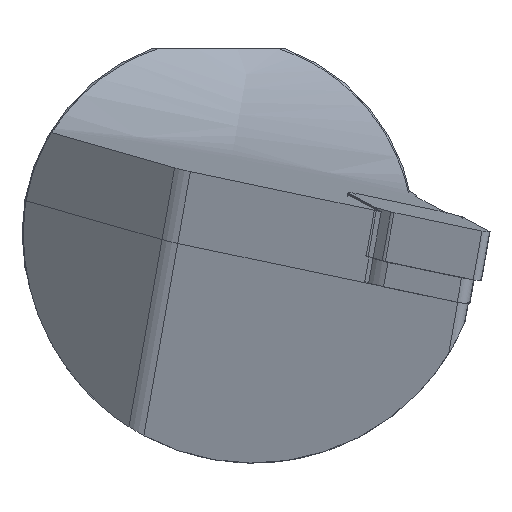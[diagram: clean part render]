
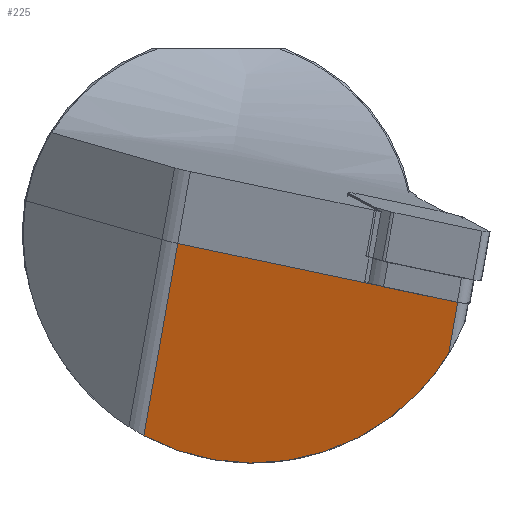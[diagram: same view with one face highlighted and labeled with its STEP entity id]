
A CAD part, left-side view. The second image highlights one B-rep face of the part: STEP entity #225.
In plain terms, the highlighted planar face has unit normal (-0.95, 0.309, -0.047).
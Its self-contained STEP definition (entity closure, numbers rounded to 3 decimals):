
#178=ELLIPSE('',#1169,30.796,29.25);
#225=ADVANCED_FACE('',(#313),#281,.F.);
#281=PLANE('',#1174);
#313=FACE_OUTER_BOUND('',#371,.T.);
#371=EDGE_LOOP('',(#488,#489,#490,#491,#492,#493));
#488=ORIENTED_EDGE('',*,*,#884,.F.);
#489=ORIENTED_EDGE('',*,*,#883,.T.);
#490=ORIENTED_EDGE('',*,*,#878,.T.);
#491=ORIENTED_EDGE('',*,*,#885,.F.);
#492=ORIENTED_EDGE('',*,*,#886,.T.);
#493=ORIENTED_EDGE('',*,*,#864,.T.);
#764=VERTEX_POINT('',#1558);
#767=VERTEX_POINT('',#1566);
#779=VERTEX_POINT('',#1623);
#780=VERTEX_POINT('',#1625);
#783=VERTEX_POINT('',#1635);
#784=VERTEX_POINT('',#1641);
#864=EDGE_CURVE('',#767,#764,#1014,.T.);
#878=EDGE_CURVE('',#780,#779,#178,.T.);
#883=EDGE_CURVE('',#783,#780,#1019,.T.);
#884=EDGE_CURVE('',#783,#764,#1020,.T.);
#885=EDGE_CURVE('',#784,#779,#1021,.T.);
#886=EDGE_CURVE('',#784,#767,#1022,.T.);
#1014=LINE('',#1565,#1089);
#1019=LINE('',#1637,#1094);
#1020=LINE('',#1639,#1095);
#1021=LINE('',#1640,#1096);
#1022=LINE('',#1642,#1097);
#1089=VECTOR('',#1271,1.);
#1094=VECTOR('',#1304,1.);
#1095=VECTOR('',#1307,1.);
#1096=VECTOR('',#1308,1.);
#1097=VECTOR('',#1309,1.);
#1169=AXIS2_PLACEMENT_3D('',#1624,#1295,#1296);
#1174=AXIS2_PLACEMENT_3D('',#1643,#1310,#1311);
#1271=DIRECTION('',(0.295,0.935,0.196));
#1295=DIRECTION('',(-0.95,0.309,-0.047));
#1296=DIRECTION('',(-0.313,-0.939,0.142));
#1304=DIRECTION('',(0.105,0.173,-0.979));
#1307=DIRECTION('',(-0.295,-0.935,-0.196));
#1308=DIRECTION('',(0.105,0.173,-0.979));
#1309=DIRECTION('',(0.295,0.935,0.196));
#1310=DIRECTION('',(0.95,-0.309,0.047));
#1311=DIRECTION('',(0.31,0.951,0.));
#1558=CARTESIAN_POINT('',(-240.037,13.608,-6.605));
#1565=CARTESIAN_POINT('',(-243.617,2.252,-8.99));
#1566=CARTESIAN_POINT('',(-240.431,12.357,-6.868));
#1623=CARTESIAN_POINT('',(-242.92,3.404,-15.526));
#1624=CARTESIAN_POINT('',(-235.555,28.336,-0.23));
#1625=CARTESIAN_POINT('',(-229.764,42.222,-25.973));
#1635=CARTESIAN_POINT('',(-232.375,37.907,-1.503));
#1637=CARTESIAN_POINT('',(-291.428,-59.657,551.811));
#1639=CARTESIAN_POINT('',(-232.375,37.907,-1.503));
#1640=CARTESIAN_POINT('',(-302.67,-95.312,544.324));
#1641=CARTESIAN_POINT('',(-243.617,2.252,-8.99));
#1642=CARTESIAN_POINT('',(-243.617,2.252,-8.99));
#1643=CARTESIAN_POINT('',(-291.428,-59.657,551.811));
